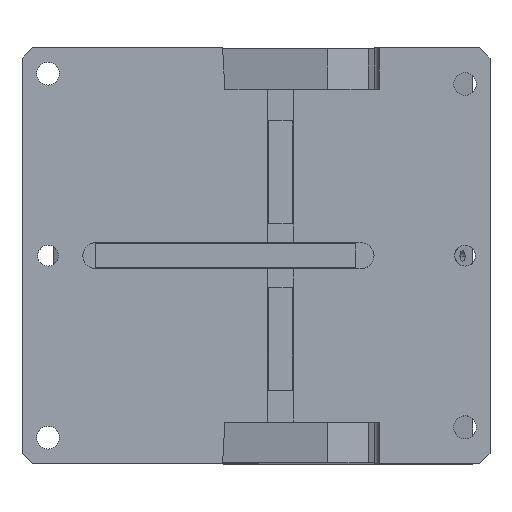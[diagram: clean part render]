
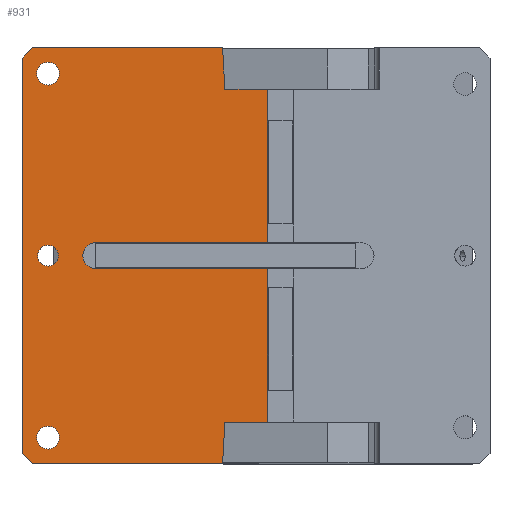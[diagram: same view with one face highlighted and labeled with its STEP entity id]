
A CAD part, top view. The second image highlights one B-rep face of the part: STEP entity #931.
In plain terms, the highlighted planar face has unit normal (0, 0, 1).
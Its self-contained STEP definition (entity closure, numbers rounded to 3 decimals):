
#358=CARTESIAN_POINT('Vertex',(-340.,-190.,300.)) ;
#361=CARTESIAN_POINT('Line Origine',(-340.,0.,300.)) ;
#365=CARTESIAN_POINT('Vertex',(-340.,190.,300.)) ;
#414=CARTESIAN_POINT('Axis2P3D Location',(-315.,0.,300.)) ;
#418=CARTESIAN_POINT('Vertex',(-315.,10.,300.)) ;
#420=CARTESIAN_POINT('Vertex',(-315.,-10.,300.)) ;
#445=CARTESIAN_POINT('Axis2P3D Location',(-315.,0.,300.)) ;
#697=CARTESIAN_POINT('Line Origine',(-335.,195.,300.)) ;
#701=CARTESIAN_POINT('Vertex',(-330.,200.,300.)) ;
#716=CARTESIAN_POINT('Axis2P3D Location',(-340.,-200.,300.)) ;
#721=CARTESIAN_POINT('Line Origine',(-335.,-195.,300.)) ;
#725=CARTESIAN_POINT('Vertex',(-330.,-200.,300.)) ;
#728=CARTESIAN_POINT('Line Origine',(-238.548,-200.,300.)) ;
#732=CARTESIAN_POINT('Vertex',(-147.096,-200.,300.)) ;
#735=CARTESIAN_POINT('Line Origine',(-146.048,-180.,300.)) ;
#739=CARTESIAN_POINT('Vertex',(-145.,-160.,300.)) ;
#742=CARTESIAN_POINT('Line Origine',(-124.5,-160.,300.)) ;
#746=CARTESIAN_POINT('Vertex',(-104.,-160.,300.)) ;
#749=CARTESIAN_POINT('Line Origine',(-104.,-144.75,300.)) ;
#753=CARTESIAN_POINT('Vertex',(-104.,-129.5,300.)) ;
#756=CARTESIAN_POINT('Line Origine',(-104.,-128.9,300.)) ;
#760=CARTESIAN_POINT('Vertex',(-104.,-128.3,300.)) ;
#763=CARTESIAN_POINT('Line Origine',(-104.,-80.,300.)) ;
#767=CARTESIAN_POINT('Vertex',(-104.,-31.7,300.)) ;
#770=CARTESIAN_POINT('Line Origine',(-104.,-31.1,300.)) ;
#774=CARTESIAN_POINT('Vertex',(-104.,-30.5,300.)) ;
#777=CARTESIAN_POINT('Line Origine',(-104.,-21.5,300.)) ;
#781=CARTESIAN_POINT('Vertex',(-104.,-12.5,300.)) ;
#784=CARTESIAN_POINT('Line Origine',(-185.9,-12.5,300.)) ;
#788=CARTESIAN_POINT('Vertex',(-267.8,-12.5,300.)) ;
#791=CARTESIAN_POINT('Line Origine',(-268.4,-12.5,300.)) ;
#795=CARTESIAN_POINT('Vertex',(-269.,-12.5,300.)) ;
#798=CARTESIAN_POINT('Axis2P3D Location',(-269.,0.,300.)) ;
#802=CARTESIAN_POINT('Vertex',(-269.,12.5,300.)) ;
#805=CARTESIAN_POINT('Line Origine',(-186.5,12.5,300.)) ;
#809=CARTESIAN_POINT('Vertex',(-104.,12.5,300.)) ;
#812=CARTESIAN_POINT('Line Origine',(-104.,21.5,300.)) ;
#816=CARTESIAN_POINT('Vertex',(-104.,30.5,300.)) ;
#819=CARTESIAN_POINT('Line Origine',(-104.,31.1,300.)) ;
#823=CARTESIAN_POINT('Vertex',(-104.,31.7,300.)) ;
#826=CARTESIAN_POINT('Line Origine',(-104.,80.,300.)) ;
#830=CARTESIAN_POINT('Vertex',(-104.,128.3,300.)) ;
#833=CARTESIAN_POINT('Line Origine',(-104.,128.9,300.)) ;
#837=CARTESIAN_POINT('Vertex',(-104.,129.5,300.)) ;
#840=CARTESIAN_POINT('Line Origine',(-104.,144.75,300.)) ;
#844=CARTESIAN_POINT('Vertex',(-104.,160.,300.)) ;
#847=CARTESIAN_POINT('Line Origine',(-124.5,160.,300.)) ;
#851=CARTESIAN_POINT('Vertex',(-145.,160.,300.)) ;
#854=CARTESIAN_POINT('Line Origine',(-146.048,180.,300.)) ;
#858=CARTESIAN_POINT('Vertex',(-147.096,200.,300.)) ;
#861=CARTESIAN_POINT('Line Origine',(-238.548,200.,300.)) ;
#891=CARTESIAN_POINT('Axis2P3D Location',(-315.,175.,300.)) ;
#895=CARTESIAN_POINT('Vertex',(-315.,164.,300.)) ;
#897=CARTESIAN_POINT('Vertex',(-315.,186.,300.)) ;
#900=CARTESIAN_POINT('Axis2P3D Location',(-315.,175.,300.)) ;
#913=CARTESIAN_POINT('Axis2P3D Location',(-315.,-175.,300.)) ;
#917=CARTESIAN_POINT('Vertex',(-315.,-186.,300.)) ;
#919=CARTESIAN_POINT('Vertex',(-315.,-164.,300.)) ;
#922=CARTESIAN_POINT('Axis2P3D Location',(-315.,-175.,300.)) ;
#362=DIRECTION('Vector Direction',(0.,1.,0.)) ;
#415=DIRECTION('Axis2P3D Direction',(0.,0.,-1.)) ;
#446=DIRECTION('Axis2P3D Direction',(0.,0.,-1.)) ;
#698=DIRECTION('Vector Direction',(-0.707,-0.707,0.)) ;
#717=DIRECTION('Axis2P3D Direction',(0.,0.,-1.)) ;
#718=DIRECTION('Axis2P3D XDirection',(0.,1.,0.)) ;
#722=DIRECTION('Vector Direction',(0.707,-0.707,0.)) ;
#729=DIRECTION('Vector Direction',(-1.,0.,0.)) ;
#736=DIRECTION('Vector Direction',(0.052,0.999,0.)) ;
#743=DIRECTION('Vector Direction',(-1.,0.,0.)) ;
#750=DIRECTION('Vector Direction',(0.,-1.,0.)) ;
#757=DIRECTION('Vector Direction',(0.,-1.,0.)) ;
#764=DIRECTION('Vector Direction',(0.,1.,0.)) ;
#771=DIRECTION('Vector Direction',(0.,-1.,0.)) ;
#778=DIRECTION('Vector Direction',(0.,-1.,0.)) ;
#785=DIRECTION('Vector Direction',(-1.,0.,0.)) ;
#792=DIRECTION('Vector Direction',(-1.,0.,0.)) ;
#799=DIRECTION('Axis2P3D Direction',(0.,0.,-1.)) ;
#806=DIRECTION('Vector Direction',(1.,0.,0.)) ;
#813=DIRECTION('Vector Direction',(0.,-1.,0.)) ;
#820=DIRECTION('Vector Direction',(0.,1.,0.)) ;
#827=DIRECTION('Vector Direction',(0.,1.,0.)) ;
#834=DIRECTION('Vector Direction',(0.,1.,0.)) ;
#841=DIRECTION('Vector Direction',(0.,1.,0.)) ;
#848=DIRECTION('Vector Direction',(1.,0.,0.)) ;
#855=DIRECTION('Vector Direction',(-0.052,0.999,0.)) ;
#862=DIRECTION('Vector Direction',(-1.,0.,0.)) ;
#892=DIRECTION('Axis2P3D Direction',(0.,0.,-1.)) ;
#901=DIRECTION('Axis2P3D Direction',(0.,0.,-1.)) ;
#914=DIRECTION('Axis2P3D Direction',(0.,0.,-1.)) ;
#923=DIRECTION('Axis2P3D Direction',(0.,0.,-1.)) ;
#416=AXIS2_PLACEMENT_3D('Circle Axis2P3D',#414,#415,$) ;
#447=AXIS2_PLACEMENT_3D('Circle Axis2P3D',#445,#446,$) ;
#719=AXIS2_PLACEMENT_3D('Plane Axis2P3D',#716,#717,#718) ;
#800=AXIS2_PLACEMENT_3D('Circle Axis2P3D',#798,#799,$) ;
#893=AXIS2_PLACEMENT_3D('Circle Axis2P3D',#891,#892,$) ;
#902=AXIS2_PLACEMENT_3D('Circle Axis2P3D',#900,#901,$) ;
#915=AXIS2_PLACEMENT_3D('Circle Axis2P3D',#913,#914,$) ;
#924=AXIS2_PLACEMENT_3D('Circle Axis2P3D',#922,#923,$) ;
#867=ORIENTED_EDGE('',*,*,#367,.F.) ;
#868=ORIENTED_EDGE('',*,*,#727,.T.) ;
#869=ORIENTED_EDGE('',*,*,#734,.F.) ;
#870=ORIENTED_EDGE('',*,*,#741,.T.) ;
#871=ORIENTED_EDGE('',*,*,#748,.F.) ;
#872=ORIENTED_EDGE('',*,*,#755,.F.) ;
#873=ORIENTED_EDGE('',*,*,#762,.T.) ;
#874=ORIENTED_EDGE('',*,*,#769,.T.) ;
#875=ORIENTED_EDGE('',*,*,#776,.T.) ;
#876=ORIENTED_EDGE('',*,*,#783,.F.) ;
#877=ORIENTED_EDGE('',*,*,#790,.T.) ;
#878=ORIENTED_EDGE('',*,*,#797,.T.) ;
#879=ORIENTED_EDGE('',*,*,#804,.F.) ;
#880=ORIENTED_EDGE('',*,*,#811,.T.) ;
#881=ORIENTED_EDGE('',*,*,#818,.F.) ;
#882=ORIENTED_EDGE('',*,*,#825,.F.) ;
#883=ORIENTED_EDGE('',*,*,#832,.T.) ;
#884=ORIENTED_EDGE('',*,*,#839,.F.) ;
#885=ORIENTED_EDGE('',*,*,#846,.T.) ;
#886=ORIENTED_EDGE('',*,*,#853,.F.) ;
#887=ORIENTED_EDGE('',*,*,#860,.T.) ;
#888=ORIENTED_EDGE('',*,*,#865,.T.) ;
#889=ORIENTED_EDGE('',*,*,#703,.T.) ;
#906=ORIENTED_EDGE('',*,*,#899,.T.) ;
#907=ORIENTED_EDGE('',*,*,#904,.T.) ;
#910=ORIENTED_EDGE('',*,*,#422,.F.) ;
#911=ORIENTED_EDGE('',*,*,#449,.F.) ;
#928=ORIENTED_EDGE('',*,*,#921,.T.) ;
#929=ORIENTED_EDGE('',*,*,#926,.T.) ;
#908=FACE_BOUND('',#905,.T.) ;
#912=FACE_BOUND('',#909,.T.) ;
#930=FACE_BOUND('',#927,.T.) ;
#363=VECTOR('Line Direction',#362,1.) ;
#699=VECTOR('Line Direction',#698,1.) ;
#723=VECTOR('Line Direction',#722,1.) ;
#730=VECTOR('Line Direction',#729,1.) ;
#737=VECTOR('Line Direction',#736,1.) ;
#744=VECTOR('Line Direction',#743,1.) ;
#751=VECTOR('Line Direction',#750,1.) ;
#758=VECTOR('Line Direction',#757,1.) ;
#765=VECTOR('Line Direction',#764,1.) ;
#772=VECTOR('Line Direction',#771,1.) ;
#779=VECTOR('Line Direction',#778,1.) ;
#786=VECTOR('Line Direction',#785,1.) ;
#793=VECTOR('Line Direction',#792,1.) ;
#807=VECTOR('Line Direction',#806,1.) ;
#814=VECTOR('Line Direction',#813,1.) ;
#821=VECTOR('Line Direction',#820,1.) ;
#828=VECTOR('Line Direction',#827,1.) ;
#835=VECTOR('Line Direction',#834,1.) ;
#842=VECTOR('Line Direction',#841,1.) ;
#849=VECTOR('Line Direction',#848,1.) ;
#856=VECTOR('Line Direction',#855,1.) ;
#863=VECTOR('Line Direction',#862,1.) ;
#931=ADVANCED_FACE('CAM HOLDER',(#890,#908,#912,#930),#720,.F.) ;
#417=CIRCLE('generated circle',#416,10.) ;
#448=CIRCLE('generated circle',#447,10.) ;
#801=CIRCLE('generated circle',#800,12.5) ;
#894=CIRCLE('generated circle',#893,11.) ;
#903=CIRCLE('generated circle',#902,11.) ;
#916=CIRCLE('generated circle',#915,11.) ;
#925=CIRCLE('generated circle',#924,11.) ;
#367=EDGE_CURVE('',#359,#366,#364,.T.) ;
#422=EDGE_CURVE('',#419,#421,#417,.F.) ;
#449=EDGE_CURVE('',#421,#419,#448,.F.) ;
#703=EDGE_CURVE('',#702,#366,#700,.T.) ;
#727=EDGE_CURVE('',#359,#726,#724,.T.) ;
#734=EDGE_CURVE('',#733,#726,#731,.T.) ;
#741=EDGE_CURVE('',#733,#740,#738,.T.) ;
#748=EDGE_CURVE('',#747,#740,#745,.T.) ;
#755=EDGE_CURVE('',#754,#747,#752,.T.) ;
#762=EDGE_CURVE('',#754,#761,#759,.F.) ;
#769=EDGE_CURVE('',#761,#768,#766,.T.) ;
#776=EDGE_CURVE('',#768,#775,#773,.F.) ;
#783=EDGE_CURVE('',#782,#775,#780,.T.) ;
#790=EDGE_CURVE('',#782,#789,#787,.T.) ;
#797=EDGE_CURVE('',#789,#796,#794,.T.) ;
#804=EDGE_CURVE('',#803,#796,#801,.F.) ;
#811=EDGE_CURVE('',#803,#810,#808,.T.) ;
#818=EDGE_CURVE('',#817,#810,#815,.T.) ;
#825=EDGE_CURVE('',#824,#817,#822,.F.) ;
#832=EDGE_CURVE('',#824,#831,#829,.T.) ;
#839=EDGE_CURVE('',#838,#831,#836,.F.) ;
#846=EDGE_CURVE('',#838,#845,#843,.T.) ;
#853=EDGE_CURVE('',#852,#845,#850,.T.) ;
#860=EDGE_CURVE('',#852,#859,#857,.T.) ;
#865=EDGE_CURVE('',#859,#702,#864,.T.) ;
#899=EDGE_CURVE('',#896,#898,#894,.T.) ;
#904=EDGE_CURVE('',#898,#896,#903,.T.) ;
#921=EDGE_CURVE('',#918,#920,#916,.T.) ;
#926=EDGE_CURVE('',#920,#918,#925,.T.) ;
#866=EDGE_LOOP('',(#867,#868,#869,#870,#871,#872,#873,#874,#875,#876,#877,#878,#879,#880,#881,#882,#883,#884,#885,#886,#887,#888,#889)) ;
#905=EDGE_LOOP('',(#906,#907)) ;
#909=EDGE_LOOP('',(#910,#911)) ;
#927=EDGE_LOOP('',(#928,#929)) ;
#890=FACE_OUTER_BOUND('',#866,.T.) ;
#364=LINE('Line',#361,#363) ;
#700=LINE('Line',#697,#699) ;
#724=LINE('Line',#721,#723) ;
#731=LINE('Line',#728,#730) ;
#738=LINE('Line',#735,#737) ;
#745=LINE('Line',#742,#744) ;
#752=LINE('Line',#749,#751) ;
#759=LINE('Line',#756,#758) ;
#766=LINE('Line',#763,#765) ;
#773=LINE('Line',#770,#772) ;
#780=LINE('Line',#777,#779) ;
#787=LINE('Line',#784,#786) ;
#794=LINE('Line',#791,#793) ;
#808=LINE('Line',#805,#807) ;
#815=LINE('Line',#812,#814) ;
#822=LINE('Line',#819,#821) ;
#829=LINE('Line',#826,#828) ;
#836=LINE('Line',#833,#835) ;
#843=LINE('Line',#840,#842) ;
#850=LINE('Line',#847,#849) ;
#857=LINE('Line',#854,#856) ;
#864=LINE('Line',#861,#863) ;
#720=PLANE('Plane',#719) ;
#359=VERTEX_POINT('',#358) ;
#366=VERTEX_POINT('',#365) ;
#419=VERTEX_POINT('',#418) ;
#421=VERTEX_POINT('',#420) ;
#702=VERTEX_POINT('',#701) ;
#726=VERTEX_POINT('',#725) ;
#733=VERTEX_POINT('',#732) ;
#740=VERTEX_POINT('',#739) ;
#747=VERTEX_POINT('',#746) ;
#754=VERTEX_POINT('',#753) ;
#761=VERTEX_POINT('',#760) ;
#768=VERTEX_POINT('',#767) ;
#775=VERTEX_POINT('',#774) ;
#782=VERTEX_POINT('',#781) ;
#789=VERTEX_POINT('',#788) ;
#796=VERTEX_POINT('',#795) ;
#803=VERTEX_POINT('',#802) ;
#810=VERTEX_POINT('',#809) ;
#817=VERTEX_POINT('',#816) ;
#824=VERTEX_POINT('',#823) ;
#831=VERTEX_POINT('',#830) ;
#838=VERTEX_POINT('',#837) ;
#845=VERTEX_POINT('',#844) ;
#852=VERTEX_POINT('',#851) ;
#859=VERTEX_POINT('',#858) ;
#896=VERTEX_POINT('',#895) ;
#898=VERTEX_POINT('',#897) ;
#918=VERTEX_POINT('',#917) ;
#920=VERTEX_POINT('',#919) ;
